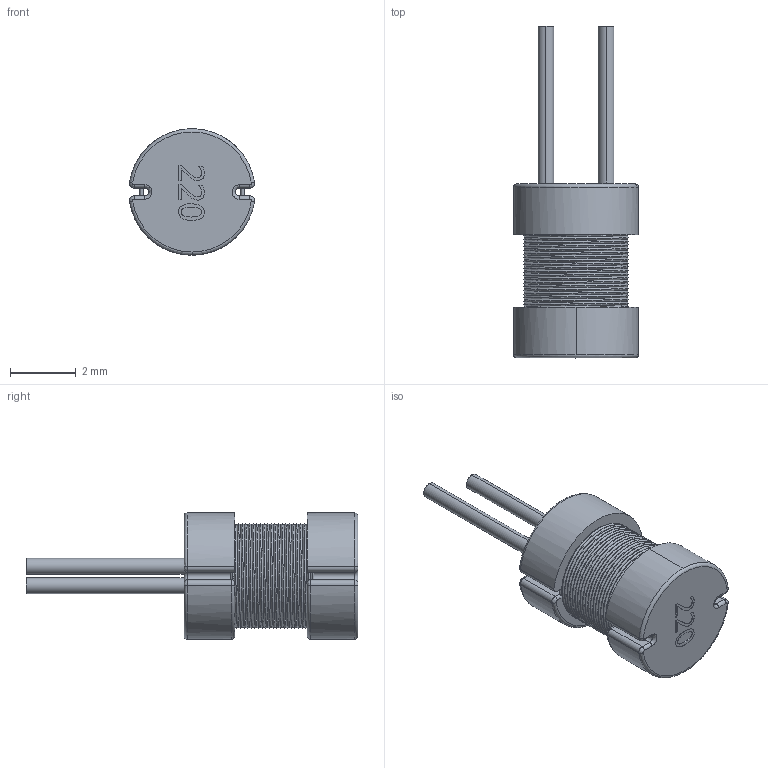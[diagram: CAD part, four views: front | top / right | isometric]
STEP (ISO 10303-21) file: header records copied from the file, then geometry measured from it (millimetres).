
FILE_DESCRIPTION(('FreeCAD Model'),'2;1');
FILE_NAME('Open CASCADE Shape Model','2025-04-29T10:32:51',('FreeCAD'),( 'FreeCAD'),'Open CASCADE STEP processor 7.6','FreeCAD','Unknown');
FILE_SCHEMA(('AUTOMOTIVE_DESIGN { 1 0 10303 214 1 1 1 1 }'));
Products named in the file (1): Open CASCADE STEP translator 7.6 1
Bounding box: 3.8 x 10.09 x 3.84 mm (x, y, z)
Volume: 46.3 mm3; surface area: 166.4 mm2
Topology: 1 solids, 1 shells, 134 faces, 371 edges, 232 vertices
Faces by surface type: bspline 134
Entity records: 29952 total; most frequent: CARTESIAN_POINT 27881, ORIENTED_EDGE 734, EDGE_CURVE 367, B_SPLINE_CURVE_WITH_KNOTS 233, VERTEX_POINT 232, FACE_BOUND 149, EDGE_LOOP 149, ADVANCED_FACE 134
